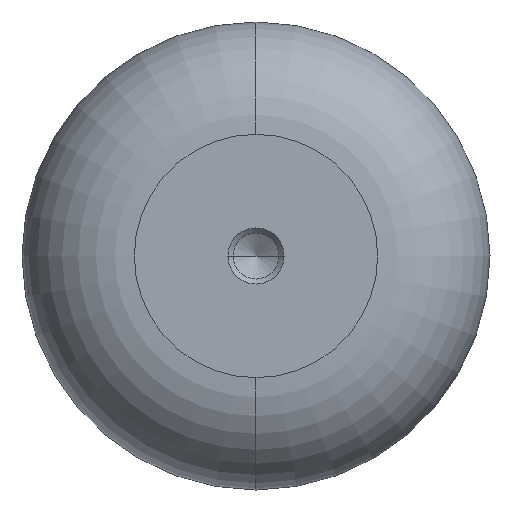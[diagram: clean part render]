
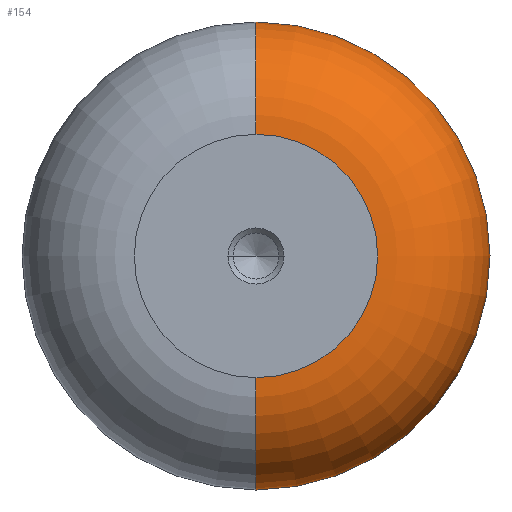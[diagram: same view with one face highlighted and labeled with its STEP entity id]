
A CAD part, left-side view. The second image highlights one B-rep face of the part: STEP entity #154.
In plain terms, the highlighted toroidal (fillet/blend) face has major radius 13 mm and minor radius 12 mm.
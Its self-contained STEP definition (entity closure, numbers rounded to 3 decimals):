
#154=ADVANCED_FACE('',(#431),#432,.T.);
#218=EDGE_CURVE('',#356,#232,#500,.T.);
#232=VERTEX_POINT('',#516);
#306=EDGE_CURVE('',#232,#360,#599,.T.);
#320=EDGE_CURVE('',#356,#400,#617,.T.);
#346=EDGE_CURVE('',#360,#400,#645,.T.);
#356=VERTEX_POINT('',#656);
#360=VERTEX_POINT('',#660);
#400=VERTEX_POINT('',#707);
#431=FACE_OUTER_BOUND('',#729,.T.);
#432=TOROIDAL_SURFACE('',#730,13.0,12.0);
#500=CIRCLE('',#819,12.0);
#516=CARTESIAN_POINT('',(-50.0,0.,13.0));
#599=CIRCLE('',#946,13.0);
#617=CIRCLE('',#970,25.0);
#645=CIRCLE('',#1006,12.0);
#656=CARTESIAN_POINT('',(-38.0,0.,25.0));
#660=CARTESIAN_POINT('',(-50.0,0.,-13.0));
#707=CARTESIAN_POINT('',(-38.0,0.,-25.0));
#729=EDGE_LOOP('',(#1102,#1103,#1104,#1105));
#730=AXIS2_PLACEMENT_3D('',#1106,#1107,#1108);
#819=AXIS2_PLACEMENT_3D('',#1187,#1188,#1189);
#946=AXIS2_PLACEMENT_3D('',#1323,#1324,#1325);
#970=AXIS2_PLACEMENT_3D('',#1353,#1354,#1355);
#1006=AXIS2_PLACEMENT_3D('',#1385,#1386,#1387);
#1102=ORIENTED_EDGE('',*,*,#320,.F.);
#1103=ORIENTED_EDGE('',*,*,#218,.T.);
#1104=ORIENTED_EDGE('',*,*,#306,.T.);
#1105=ORIENTED_EDGE('',*,*,#346,.T.);
#1106=CARTESIAN_POINT('',(-38.0,0.0,0.0));
#1107=DIRECTION('',(1.0,0.0,0.0));
#1108=DIRECTION('',(0.0,0.0,-1.0));
#1187=CARTESIAN_POINT('',(-38.0,0.,13.0));
#1188=DIRECTION('',(0.0,-1.0,0.));
#1189=DIRECTION('',(0.0,0.,1.0));
#1323=CARTESIAN_POINT('',(-50.0,0.0,0.0));
#1324=DIRECTION('',(1.0,0.0,0.0));
#1325=DIRECTION('',(0.0,1.0,0.0));
#1353=CARTESIAN_POINT('',(-38.0,0.0,0.0));
#1354=DIRECTION('',(1.0,0.0,0.0));
#1355=DIRECTION('',(0.0,0.0,-1.0));
#1385=CARTESIAN_POINT('',(-38.0,0.,-13.0));
#1386=DIRECTION('',(0.0,-1.0,0.));
#1387=DIRECTION('',(0.0,0.,-1.0));
